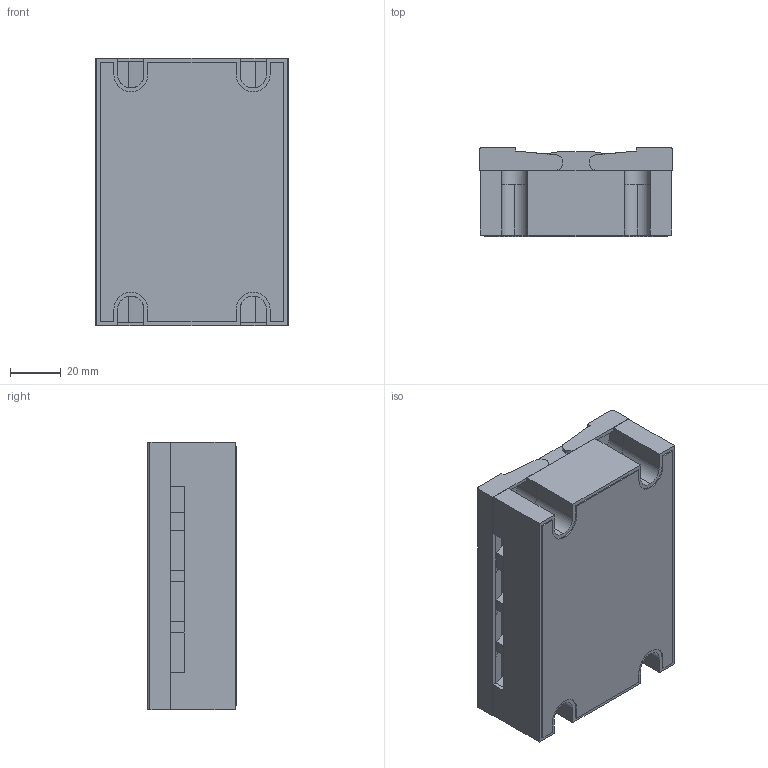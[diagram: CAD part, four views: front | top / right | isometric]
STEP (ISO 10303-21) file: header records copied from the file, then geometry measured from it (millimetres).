
FILE_DESCRIPTION (( 'STEP AP214' ), '1' );
FILE_NAME ('41CDG3.STEP', '2025-05-23T07:04:43', ( '微软用户' ), ( '微软中国' ), 'SwSTEP 2.0', 'SolidWorks 2014', '' );
FILE_SCHEMA (( 'AUTOMOTIVE_DESIGN' ));
Length unit declared in the file: millimetre
Products named in the file (4): 欶裔; 裔; 俋褲 2; 41CDG3
Assembly tree (4 placements, depth 2):
  41CDG3
    俋褲 2
    裔
    欶裔  x2
Bounding box: 75.6 x 35 x 105 mm (x, y, z)
Volume: 224093.8 mm3; surface area: 56889.2 mm2
Topology: 4 solids, 4 shells, 207 faces, 570 edges, 380 vertices
Faces by surface type: plane 150, cylinder 57
Entity records: 5935 total; most frequent: CARTESIAN_POINT 1156, ORIENTED_EDGE 978, DIRECTION 947, EDGE_CURVE 489, LINE 385, VECTOR 385, VERTEX_POINT 326, AXIS2_PLACEMENT_3D 281
